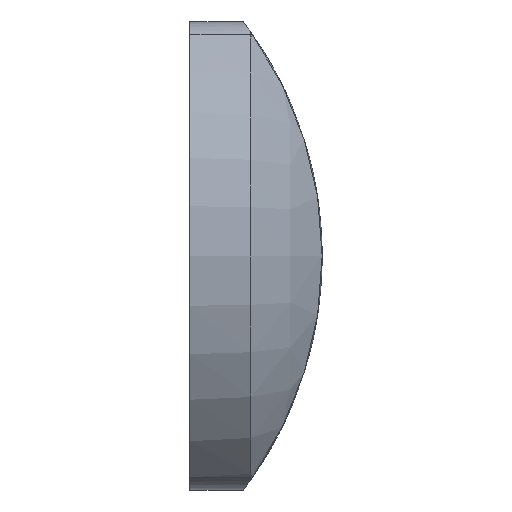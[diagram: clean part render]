
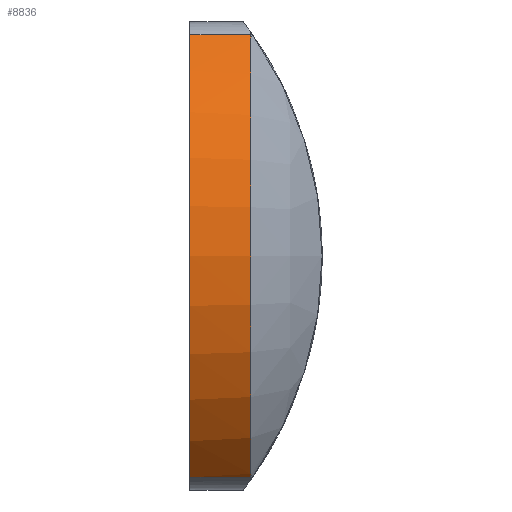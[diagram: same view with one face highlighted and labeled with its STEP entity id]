
A CAD part, front view. The second image highlights one B-rep face of the part: STEP entity #8836.
In plain terms, the highlighted cylindrical face has radius 29 mm (diameter 58 mm), a partial arc.
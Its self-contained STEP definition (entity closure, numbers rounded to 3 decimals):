
#90 = CARTESIAN_POINT ( 'NONE',  ( 16., -19.556, 21.414 ) ) ;
#139 = CARTESIAN_POINT ( 'NONE',  ( 16., -19.432, 21.528 ) ) ;
#269 = VERTEX_POINT ( 'NONE', #8544 ) ;
#293 = CARTESIAN_POINT ( 'NONE',  ( 12., 0., 0. ) ) ;
#314 = CARTESIAN_POINT ( 'NONE',  ( 16., -19.556, -21.414 ) ) ;
#332 = LINE ( 'NONE', #2687, #5055 ) ;
#951 = EDGE_LOOP ( 'NONE', ( #4337, #1622, #8216, #7883, #5177, #6650 ) ) ;
#1087 = LINE ( 'NONE', #6347, #6132 ) ;
#1108 = VERTEX_POINT ( 'NONE', #3002 ) ;
#1230 = CARTESIAN_POINT ( 'NONE',  ( 10., -19.182, -21.75 ) ) ;
#1622 = ORIENTED_EDGE ( 'NONE', *, *, #4130, .F. ) ;
#2017 = AXIS2_PLACEMENT_3D ( 'NONE', #8647, #2762, #9368 ) ;
#2025 = CIRCLE ( 'NONE', #7730, 29. ) ;
#2406 = DIRECTION ( 'NONE',  ( 1., 0., 0. ) ) ;
#2687 = CARTESIAN_POINT ( 'NONE',  ( 12., -19.182, 21.75 ) ) ;
#2748 = CARTESIAN_POINT ( 'NONE',  ( 15.973, -19.182, -21.75 ) ) ;
#2762 = DIRECTION ( 'NONE',  ( 1., 0., 0. ) ) ;
#3002 = CARTESIAN_POINT ( 'NONE',  ( 10., -19.182, 21.75 ) ) ;
#3196 = VERTEX_POINT ( 'NONE', #6306 ) ;
#3330 = B_SPLINE_CURVE_WITH_KNOTS ( 'NONE', 3,
 ( #6394, #7870, #9466, #314 ),
 .UNSPECIFIED., .F., .F.,
 ( 4, 4 ),
 ( 0., 0.001 ),
 .UNSPECIFIED. ) ;
#3346 = CYLINDRICAL_SURFACE ( 'NONE', #4245, 29. ) ;
#3436 = FACE_OUTER_BOUND ( 'NONE', #951, .T. ) ;
#3707 = EDGE_CURVE ( 'NONE', #7987, #7581, #1087, .T. ) ;
#3864 = B_SPLINE_CURVE_WITH_KNOTS ( 'NONE', 3,
 ( #5966, #5412, #139, #90 ),
 .UNSPECIFIED., .F., .F.,
 ( 4, 4 ),
 ( 0., 0.001 ),
 .UNSPECIFIED. ) ;
#4130 = EDGE_CURVE ( 'NONE', #3196, #4828, #3864, .T. ) ;
#4245 = AXIS2_PLACEMENT_3D ( 'NONE', #293, #9299, #6467 ) ;
#4337 = ORIENTED_EDGE ( 'NONE', *, *, #7930, .F. ) ;
#4828 = VERTEX_POINT ( 'NONE', #8630 ) ;
#4851 = DIRECTION ( 'NONE',  ( 1., 0., 0. ) ) ;
#5055 = VECTOR ( 'NONE', #5712, 1000. ) ;
#5177 = ORIENTED_EDGE ( 'NONE', *, *, #3707, .T. ) ;
#5412 = CARTESIAN_POINT ( 'NONE',  ( 15.991, -19.307, 21.639 ) ) ;
#5712 = DIRECTION ( 'NONE',  ( -1., 0., 0. ) ) ;
#5966 = CARTESIAN_POINT ( 'NONE',  ( 15.973, -19.182, 21.75 ) ) ;
#6132 = VECTOR ( 'NONE', #4851, 1000. ) ;
#6306 = CARTESIAN_POINT ( 'NONE',  ( 15.973, -19.182, 21.75 ) ) ;
#6311 = CIRCLE ( 'NONE', #2017, 29. ) ;
#6347 = CARTESIAN_POINT ( 'NONE',  ( 12., -19.182, -21.75 ) ) ;
#6394 = CARTESIAN_POINT ( 'NONE',  ( 15.973, -19.182, -21.75 ) ) ;
#6467 = DIRECTION ( 'NONE',  ( 0., 0., 1. ) ) ;
#6650 = ORIENTED_EDGE ( 'NONE', *, *, #7269, .T. ) ;
#7269 = EDGE_CURVE ( 'NONE', #7581, #269, #3330, .T. ) ;
#7581 = VERTEX_POINT ( 'NONE', #2748 ) ;
#7730 = AXIS2_PLACEMENT_3D ( 'NONE', #7770, #2406, #8436 ) ;
#7770 = CARTESIAN_POINT ( 'NONE',  ( 10., 0., 0. ) ) ;
#7870 = CARTESIAN_POINT ( 'NONE',  ( 15.991, -19.307, -21.639 ) ) ;
#7883 = ORIENTED_EDGE ( 'NONE', *, *, #8097, .T. ) ;
#7930 = EDGE_CURVE ( 'NONE', #4828, #269, #6311, .T. ) ;
#7987 = VERTEX_POINT ( 'NONE', #1230 ) ;
#8097 = EDGE_CURVE ( 'NONE', #1108, #7987, #2025, .T. ) ;
#8216 = ORIENTED_EDGE ( 'NONE', *, *, #9412, .T. ) ;
#8436 = DIRECTION ( 'NONE',  ( 0., 0., -1. ) ) ;
#8544 = CARTESIAN_POINT ( 'NONE',  ( 16., -19.556, -21.414 ) ) ;
#8630 = CARTESIAN_POINT ( 'NONE',  ( 16., -19.556, 21.414 ) ) ;
#8647 = CARTESIAN_POINT ( 'NONE',  ( 16., 0., 0. ) ) ;
#8836 = ADVANCED_FACE ( 'NONE', ( #3436 ), #3346, .T. ) ;
#9299 = DIRECTION ( 'NONE',  ( -1., 0., 0. ) ) ;
#9368 = DIRECTION ( 'NONE',  ( 0., 0., 1. ) ) ;
#9412 = EDGE_CURVE ( 'NONE', #3196, #1108, #332, .T. ) ;
#9466 = CARTESIAN_POINT ( 'NONE',  ( 16., -19.432, -21.528 ) ) ;
